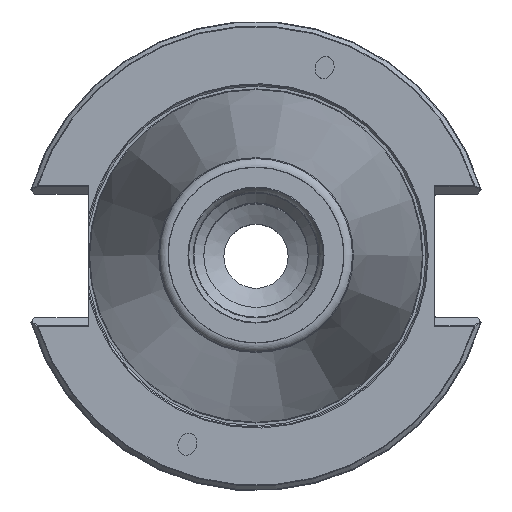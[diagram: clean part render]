
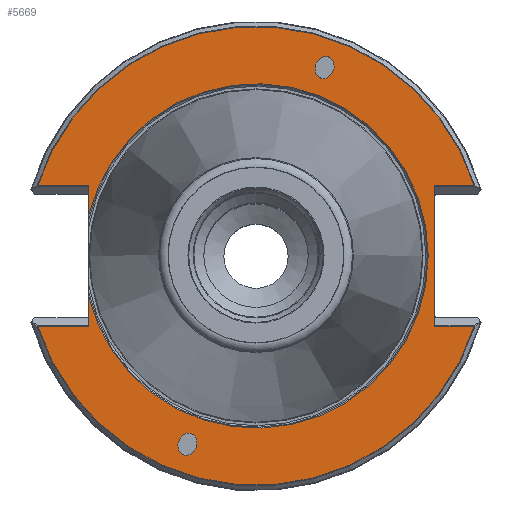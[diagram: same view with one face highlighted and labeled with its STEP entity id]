
A CAD part, top view. The second image highlights one B-rep face of the part: STEP entity #5669.
In plain terms, the highlighted planar face has unit normal (0, 0, 1).
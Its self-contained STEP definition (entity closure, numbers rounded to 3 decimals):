
#28=ELLIPSE('',#6059,2.381,1.95);
#29=ELLIPSE('',#6061,2.381,1.95);
#206=LINE('',#8783,#412);
#208=LINE('',#8787,#414);
#224=LINE('',#8853,#430);
#225=LINE('',#8855,#431);
#226=LINE('',#8856,#432);
#227=LINE('',#8858,#433);
#228=LINE('',#8859,#434);
#412=VECTOR('',#7059,1000.);
#414=VECTOR('',#7063,1000.);
#430=VECTOR('',#7111,1000.);
#431=VECTOR('',#7112,1000.);
#432=VECTOR('',#7113,1000.);
#433=VECTOR('',#7114,1000.);
#434=VECTOR('',#7115,1000.);
#685=PLANE('',#6094);
#1720=ORIENTED_EDGE('',*,*,#2269,.F.);
#1721=ORIENTED_EDGE('',*,*,#2268,.F.);
#1722=ORIENTED_EDGE('',*,*,#2328,.F.);
#1723=ORIENTED_EDGE('',*,*,#2272,.T.);
#1724=ORIENTED_EDGE('',*,*,#2300,.T.);
#1725=ORIENTED_EDGE('',*,*,#2329,.T.);
#1726=ORIENTED_EDGE('',*,*,#2302,.F.);
#1727=ORIENTED_EDGE('',*,*,#2280,.T.);
#1728=ORIENTED_EDGE('',*,*,#2330,.T.);
#1729=ORIENTED_EDGE('',*,*,#2331,.T.);
#1730=ORIENTED_EDGE('',*,*,#2325,.F.);
#1731=ORIENTED_EDGE('',*,*,#2332,.T.);
#2268=EDGE_CURVE('',#2688,#2688,#28,.T.);
#2269=EDGE_CURVE('',#2689,#2689,#29,.T.);
#2272=EDGE_CURVE('',#2692,#2691,#2898,.T.);
#2280=EDGE_CURVE('',#2697,#2696,#2899,.T.);
#2300=EDGE_CURVE('',#2691,#2710,#206,.T.);
#2302=EDGE_CURVE('',#2697,#2711,#208,.T.);
#2325=EDGE_CURVE('',#2727,#2728,#2904,.T.);
#2328=EDGE_CURVE('',#2692,#2729,#224,.T.);
#2329=EDGE_CURVE('',#2710,#2711,#225,.T.);
#2330=EDGE_CURVE('',#2696,#2730,#226,.T.);
#2331=EDGE_CURVE('',#2730,#2728,#227,.T.);
#2332=EDGE_CURVE('',#2727,#2729,#228,.T.);
#2688=VERTEX_POINT('',#8694);
#2689=VERTEX_POINT('',#8697);
#2691=VERTEX_POINT('',#8708);
#2692=VERTEX_POINT('',#8710);
#2696=VERTEX_POINT('',#8733);
#2697=VERTEX_POINT('',#8735);
#2710=VERTEX_POINT('',#8784);
#2711=VERTEX_POINT('',#8788);
#2727=VERTEX_POINT('',#8842);
#2728=VERTEX_POINT('',#8843);
#2729=VERTEX_POINT('',#8854);
#2730=VERTEX_POINT('',#8857);
#2898=CIRCLE('',#6063,48.363);
#2899=CIRCLE('',#6067,48.363);
#2904=CIRCLE('',#6093,36.2);
#3240=EDGE_LOOP('',(#1720));
#3241=EDGE_LOOP('',(#1721));
#3242=EDGE_LOOP('',(#1722,#1723,#1724,#1725,#1726,#1727,#1728,#1729,#1730,
#1731));
#3604=FACE_BOUND('',#3240,.T.);
#3605=FACE_BOUND('',#3241,.T.);
#3606=FACE_BOUND('',#3242,.T.);
#5669=ADVANCED_FACE('',(#3604,#3605,#3606),#685,.T.);
#6059=AXIS2_PLACEMENT_3D('',#8693,#7004,#7005);
#6061=AXIS2_PLACEMENT_3D('',#8696,#7008,#7009);
#6063=AXIS2_PLACEMENT_3D('',#8709,#7012,#7013);
#6067=AXIS2_PLACEMENT_3D('',#8734,#7024,#7025);
#6093=AXIS2_PLACEMENT_3D('',#8841,#7107,#7108);
#6094=AXIS2_PLACEMENT_3D('',#8852,#7109,#7110);
#7004=DIRECTION('',(0.,0.,1.));
#7005=DIRECTION('',(-0.342,-0.94,0.));
#7008=DIRECTION('',(0.,0.,1.));
#7009=DIRECTION('',(0.342,0.94,0.));
#7012=DIRECTION('',(0.,0.,1.));
#7013=DIRECTION('',(1.,0.,0.));
#7024=DIRECTION('',(0.,0.,1.));
#7025=DIRECTION('',(1.,0.,0.));
#7059=DIRECTION('',(-1.,0.,0.));
#7063=DIRECTION('',(-1.,0.,0.));
#7107=DIRECTION('',(0.,0.,1.));
#7108=DIRECTION('',(1.,0.,0.));
#7109=DIRECTION('',(0.,0.,1.));
#7110=DIRECTION('',(1.,0.,0.));
#7111=DIRECTION('',(1.,0.,0.));
#7112=DIRECTION('',(0.,1.,0.));
#7113=DIRECTION('',(1.,0.,0.));
#7114=DIRECTION('',(0.,-1.,0.));
#7115=DIRECTION('',(0.,-1.,0.));
#8693=CARTESIAN_POINT('',(14.413,39.599,-1.3));
#8694=CARTESIAN_POINT('',(13.599,37.362,-1.3));
#8696=CARTESIAN_POINT('',(-14.413,-39.599,-1.3));
#8697=CARTESIAN_POINT('',(-13.599,-37.362,-1.3));
#8708=CARTESIAN_POINT('',(46.025,-14.855,-1.3));
#8709=CARTESIAN_POINT('',(0.,0.,-1.3));
#8710=CARTESIAN_POINT('',(-46.025,-14.855,-1.3));
#8733=CARTESIAN_POINT('',(-46.025,14.855,-1.3));
#8734=CARTESIAN_POINT('',(0.,0.,-1.3));
#8735=CARTESIAN_POINT('',(46.025,14.855,-1.3));
#8783=CARTESIAN_POINT('',(231.047,-14.855,-1.3));
#8784=CARTESIAN_POINT('',(37.57,-14.855,-1.3));
#8787=CARTESIAN_POINT('',(231.047,14.855,-1.3));
#8788=CARTESIAN_POINT('',(37.57,14.855,-1.3));
#8841=CARTESIAN_POINT('',(0.,0.,-1.3));
#8842=CARTESIAN_POINT('',(-35.16,-8.615,-1.3));
#8843=CARTESIAN_POINT('',(-35.16,8.615,-1.3));
#8852=CARTESIAN_POINT('',(36.2,0.,-1.3));
#8853=CARTESIAN_POINT('',(-228.637,-14.855,-1.3));
#8854=CARTESIAN_POINT('',(-35.16,-14.855,-1.3));
#8855=CARTESIAN_POINT('',(37.57,0.,-1.3));
#8856=CARTESIAN_POINT('',(-228.637,14.855,-1.3));
#8857=CARTESIAN_POINT('',(-35.16,14.855,-1.3));
#8858=CARTESIAN_POINT('',(-35.16,0.,-1.3));
#8859=CARTESIAN_POINT('',(-35.16,0.,-1.3));
